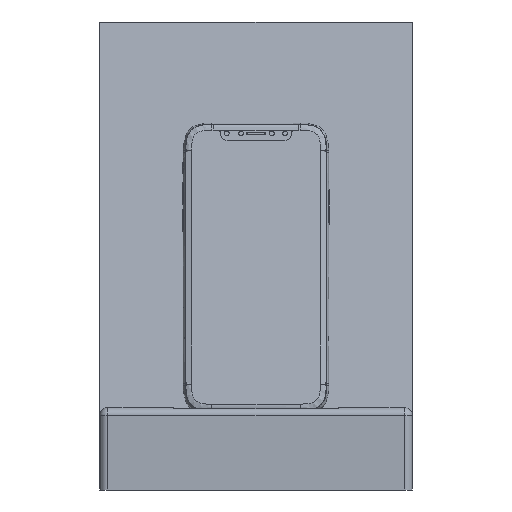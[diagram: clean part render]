
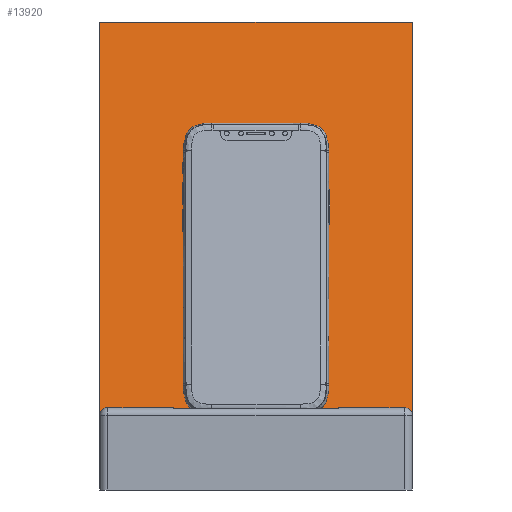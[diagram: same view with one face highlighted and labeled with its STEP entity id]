
A CAD part, front view. The second image highlights one B-rep face of the part: STEP entity #13920.
In plain terms, the highlighted planar face has unit normal (0, -0.983, 0.182).
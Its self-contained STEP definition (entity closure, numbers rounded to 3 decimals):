
#1370=PLANE('',#15154);
#2167=FACE_OUTER_BOUND('',#3033,.T.);
#3033=EDGE_LOOP('',(#12983,#12984,#12985,#12986));
#4062=LINE('',#42940,#5099);
#4065=LINE('',#42946,#5102);
#4068=LINE('',#42952,#5105);
#4071=LINE('',#42956,#5108);
#5099=VECTOR('',#18545,10.);
#5102=VECTOR('',#18550,10.);
#5105=VECTOR('',#18555,10.);
#5108=VECTOR('',#18560,10.);
#6865=VERTEX_POINT('',#42937);
#6866=VERTEX_POINT('',#42939);
#6868=VERTEX_POINT('',#42945);
#6870=VERTEX_POINT('',#42951);
#8901=EDGE_CURVE('',#6866,#6865,#4062,.T.);
#8904=EDGE_CURVE('',#6868,#6866,#4065,.T.);
#8907=EDGE_CURVE('',#6870,#6868,#4068,.T.);
#8910=EDGE_CURVE('',#6865,#6870,#4071,.T.);
#12983=ORIENTED_EDGE('',*,*,#8910,.T.);
#12984=ORIENTED_EDGE('',*,*,#8907,.T.);
#12985=ORIENTED_EDGE('',*,*,#8904,.T.);
#12986=ORIENTED_EDGE('',*,*,#8901,.T.);
#13920=ADVANCED_FACE('',(#2167),#1370,.T.);
#15154=AXIS2_PLACEMENT_3D('',#42957,#18561,#18562);
#18545=DIRECTION('',(0.,0.182,0.983));
#18550=DIRECTION('',(1.,0.,0.));
#18555=DIRECTION('',(0.,-0.182,-0.983));
#18560=DIRECTION('',(-1.,0.,0.));
#18561=DIRECTION('center_axis',(0.,-0.983,0.182));
#18562=DIRECTION('ref_axis',(0.,-0.182,-0.983));
#42937=CARTESIAN_POINT('',(76.,30.686,227.378));
#42939=CARTESIAN_POINT('',(76.,-8.158,17.949));
#42940=CARTESIAN_POINT('',(76.,-8.158,17.949));
#42945=CARTESIAN_POINT('',(-76.,-8.158,17.949));
#42946=CARTESIAN_POINT('',(-76.,-8.158,17.949));
#42951=CARTESIAN_POINT('',(-76.,30.686,227.378));
#42952=CARTESIAN_POINT('',(-76.,30.686,227.378));
#42956=CARTESIAN_POINT('',(76.,30.686,227.378));
#42957=CARTESIAN_POINT('Origin',(0.,11.264,122.664));
